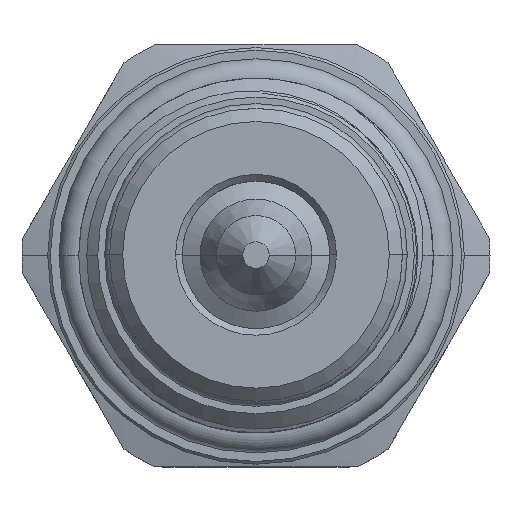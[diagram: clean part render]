
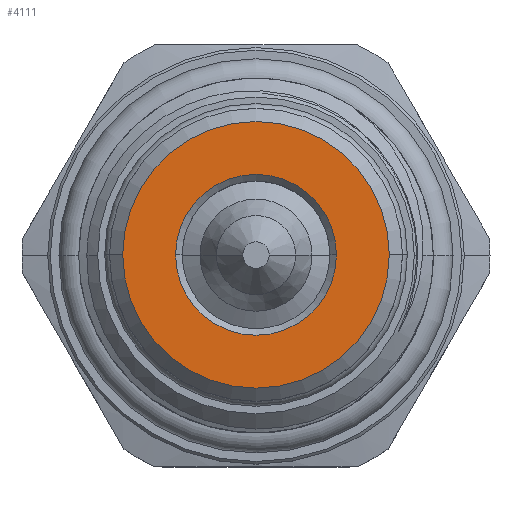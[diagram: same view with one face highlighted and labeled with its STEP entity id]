
A CAD part, top view. The second image highlights one B-rep face of the part: STEP entity #4111.
In plain terms, the highlighted planar face has unit normal (0, 0, 1).
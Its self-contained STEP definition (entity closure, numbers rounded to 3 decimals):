
#637 = CARTESIAN_POINT ( 'NONE',  ( 0., 0., 0. ) ) ;
#639 = PLANE ( 'NONE',  #11561 ) ;
#641 = DIRECTION ( 'NONE',  ( 0., 0., 1. ) ) ;
#642 = DIRECTION ( 'NONE',  ( 1., 0., 0. ) ) ;
#1043 = FACE_BOUND ( 'NONE', #11492, .T. ) ;
#1048 = FACE_OUTER_BOUND ( 'NONE', #11493, .T. ) ;
#1358 = CARTESIAN_POINT ( 'NONE',  ( 0., 0., 0. ) ) ;
#1359 = DIRECTION ( 'NONE',  ( 0., 0., -1. ) ) ;
#1360 = DIRECTION ( 'NONE',  ( 1., 0., 0. ) ) ;
#2973 = CARTESIAN_POINT ( 'NONE',  ( 0., 0., 0. ) ) ;
#2974 = DIRECTION ( 'NONE',  ( 0., 0., 1. ) ) ;
#2975 = DIRECTION ( 'NONE',  ( 1., 0., 0. ) ) ;
#3479 = CARTESIAN_POINT ( 'NONE',  ( 10.11, 0., 0. ) ) ;
#3899 = VERTEX_POINT ( 'NONE', #6147 ) ;
#4111 = ADVANCED_FACE ( 'NONE', ( #1043, #1048 ), #639, .T. ) ;
#4208 = CIRCLE ( 'NONE', #11656, 6.1 ) ;
#4309 = CIRCLE ( 'NONE', #11622, 10.11 ) ;
#4451 = VERTEX_POINT ( 'NONE', #8167 ) ;
#4452 = VERTEX_POINT ( 'NONE', #8168 ) ;
#4781 = EDGE_CURVE ( 'NONE', #3899, #11138, #10216, .T. ) ;
#4784 = EDGE_CURVE ( 'NONE', #4452, #4451, #10218, .T. ) ;
#5528 = EDGE_CURVE ( 'NONE', #4451, #4452, #4208, .T. ) ;
#5669 = EDGE_CURVE ( 'NONE', #11138, #3899, #4309, .T. ) ;
#6147 = CARTESIAN_POINT ( 'NONE',  ( -10.11, 0., 0. ) ) ;
#6329 = ORIENTED_EDGE ( 'NONE', *, *, #5669, .T. ) ;
#6334 = ORIENTED_EDGE ( 'NONE', *, *, #4781, .T. ) ;
#7202 = CARTESIAN_POINT ( 'NONE',  ( 0., 0., 0. ) ) ;
#7203 = DIRECTION ( 'NONE',  ( 0., 0., 1. ) ) ;
#7204 = DIRECTION ( 'NONE',  ( 1., 0., 0. ) ) ;
#7213 = CARTESIAN_POINT ( 'NONE',  ( 0., 0., 0. ) ) ;
#7214 = DIRECTION ( 'NONE',  ( 0., 0., -1. ) ) ;
#7215 = DIRECTION ( 'NONE',  ( 1., 0., 0. ) ) ;
#8167 = CARTESIAN_POINT ( 'NONE',  ( 6.1, 0., 0. ) ) ;
#8168 = CARTESIAN_POINT ( 'NONE',  ( -6.1, 0., 0. ) ) ;
#8274 = ORIENTED_EDGE ( 'NONE', *, *, #5528, .T. ) ;
#10216 = CIRCLE ( 'NONE', #11712, 10.11 ) ;
#10218 = CIRCLE ( 'NONE', #11709, 6.1 ) ;
#11088 = ORIENTED_EDGE ( 'NONE', *, *, #4784, .T. ) ;
#11138 = VERTEX_POINT ( 'NONE', #3479 ) ;
#11492 = EDGE_LOOP ( 'NONE', ( #8274, #11088 ) ) ;
#11493 = EDGE_LOOP ( 'NONE', ( #6334, #6329 ) ) ;
#11561 = AXIS2_PLACEMENT_3D ( 'NONE', #637, #641, #642 ) ;
#11622 = AXIS2_PLACEMENT_3D ( 'NONE', #2973, #2974, #2975 ) ;
#11656 = AXIS2_PLACEMENT_3D ( 'NONE', #1358, #1359, #1360 ) ;
#11709 = AXIS2_PLACEMENT_3D ( 'NONE', #7213, #7214, #7215 ) ;
#11712 = AXIS2_PLACEMENT_3D ( 'NONE', #7202, #7203, #7204 ) ;
